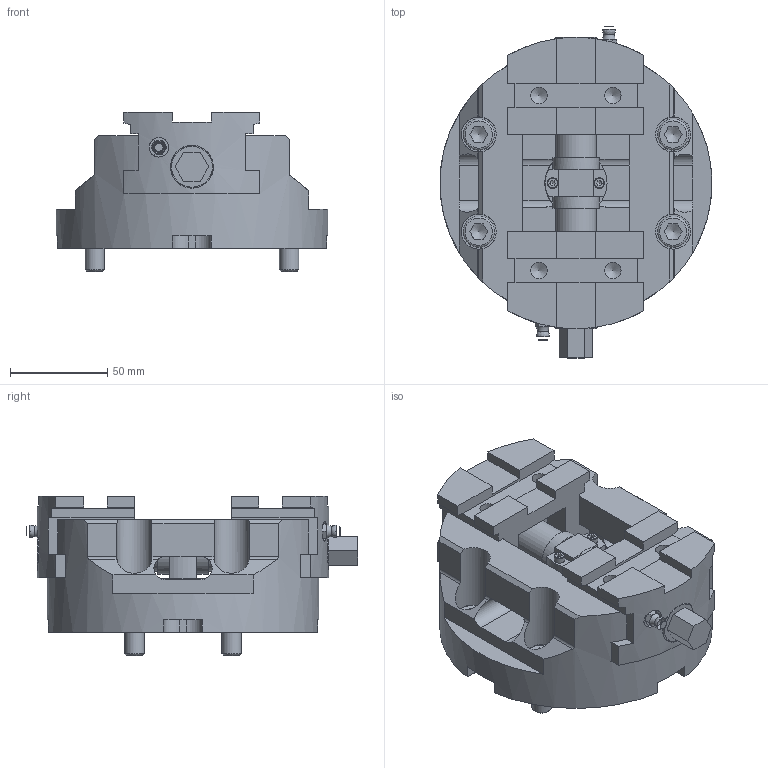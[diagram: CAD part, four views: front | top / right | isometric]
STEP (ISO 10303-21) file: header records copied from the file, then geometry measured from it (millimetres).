
FILE_DESCRIPTION(/* description */ ('Kunde (verstellbar)'),/* implementation_level */ '2;1');
FILE_NAME(/* name */ '200-0140-010_Kunde (verstellbar).stp',/* time_stamp */ '2022-11-15T13:13:57+01:00',/* author */ ('Chiacchiera'),/* organization */ (''),/* preprocessor_version */ 'ST-DEVELOPER v19.2',/* originating_system */ 'Autodesk Inventor 2023',/* authorisation */ '');
FILE_SCHEMA (('AUTOMOTIVE_DESIGN { 1 0 10303 214 3 1 1 }'));
Length unit declared in the file: millimetre
Products named in the file (3): 200-0140-010 ; 200-0140-010; 200-0140-010_1
Assembly tree (3 placements, depth 2):
  200-0140-010 
    200-0140-010
    200-0140-010_1  x2
Bounding box: 139.92 x 170.8 x 82 mm (x, y, z)
Volume: 758225.1 mm3; surface area: 142271.6 mm2
Topology: 3 solids, 3 shells, 462 faces, 1210 edges, 791 vertices
Faces by surface type: plane 289, cylinder 91, cone 60, torus 20, sphere 2
Full cylindrical faces by diameter (mm): 4.917 x8, 5.5 x2, 6.647 x4, 8.5 x4, 10 x12, 10.106 x1, 11 x10, 12 x4, 16 x4, 18 x4, 21 x2, 22 x2, 24 x2, 25 x1, 59 x1, 60 x1, 140 x1
Entity records: 12618 total; most frequent: CARTESIAN_POINT 2552, ORIENTED_EDGE 1998, DIRECTION 1966, EDGE_CURVE 999, AXIS2_PLACEMENT_3D 705, VERTEX_POINT 674, LINE 556, VECTOR 556
